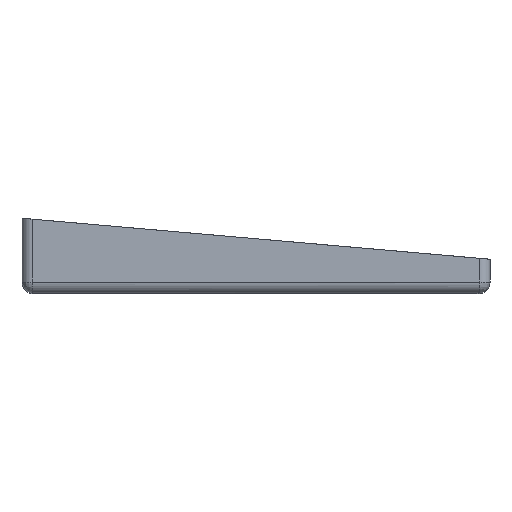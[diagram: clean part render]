
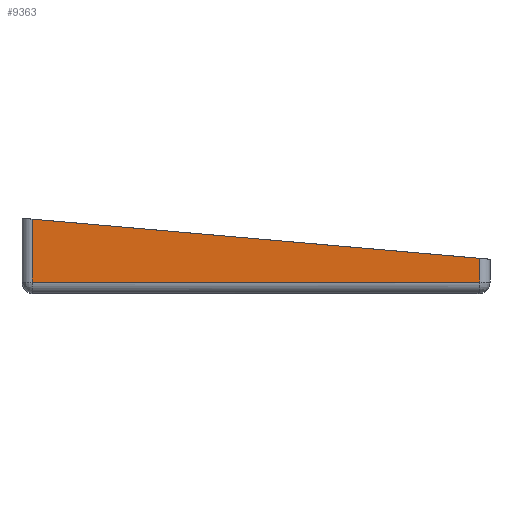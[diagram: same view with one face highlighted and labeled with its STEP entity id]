
A CAD part, left-side view. The second image highlights one B-rep face of the part: STEP entity #9363.
In plain terms, the highlighted planar face has unit normal (-1, 0, 0).
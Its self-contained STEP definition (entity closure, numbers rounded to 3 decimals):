
#349=PLANE('',#10324);
#916=FACE_OUTER_BOUND('',#1458,.T.);
#1458=EDGE_LOOP('',(#8257,#8258,#8259,#8260));
#1851=LINE('',#14689,#2763);
#2520=LINE('',#16636,#3432);
#2521=LINE('',#16640,#3433);
#2522=LINE('',#16641,#3434);
#2763=VECTOR('',#10897,10.);
#3432=VECTOR('',#13010,10.);
#3433=VECTOR('',#13015,10.);
#3434=VECTOR('',#13016,10.);
#4061=VERTEX_POINT('',#14604);
#4062=VERTEX_POINT('',#14647);
#4600=VERTEX_POINT('',#16635);
#4601=VERTEX_POINT('',#16639);
#4923=EDGE_CURVE('',#4062,#4061,#1851,.T.);
#5906=EDGE_CURVE('',#4600,#4061,#2520,.T.);
#5908=EDGE_CURVE('',#4601,#4062,#2521,.T.);
#5909=EDGE_CURVE('',#4600,#4601,#2522,.F.);
#8257=ORIENTED_EDGE('',*,*,#4923,.F.);
#8258=ORIENTED_EDGE('',*,*,#5908,.F.);
#8259=ORIENTED_EDGE('',*,*,#5909,.F.);
#8260=ORIENTED_EDGE('',*,*,#5906,.T.);
#9363=ADVANCED_FACE('',(#916),#349,.T.);
#10324=AXIS2_PLACEMENT_3D('',#16638,#13013,#13014);
#10897=DIRECTION('',(0.,1.,0.));
#13010=DIRECTION('',(0.,0.,-1.));
#13013=DIRECTION('center_axis',(-1.,0.,0.));
#13014=DIRECTION('ref_axis',(0.,1.,0.));
#13015=DIRECTION('',(0.,0.,-1.));
#13016=DIRECTION('',(0.,0.996,0.087));
#14604=CARTESIAN_POINT('',(-128.086,142.553,-1.1));
#14647=CARTESIAN_POINT('',(-128.086,-10.615,-1.1));
#14689=CARTESIAN_POINT('',(-128.086,67.719,-1.1));
#16635=CARTESIAN_POINT('',(-128.086,142.553,20.422));
#16636=CARTESIAN_POINT('',(-128.086,142.553,4.4));
#16638=CARTESIAN_POINT('Origin',(-128.086,-10.615,4.4));
#16639=CARTESIAN_POINT('',(-128.086,-10.615,7.021));
#16640=CARTESIAN_POINT('',(-128.086,-10.615,4.4));
#16641=CARTESIAN_POINT('',(-128.086,-4.338,7.571));
